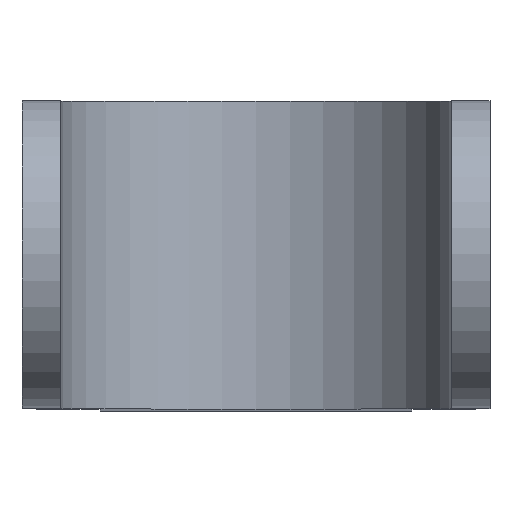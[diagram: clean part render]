
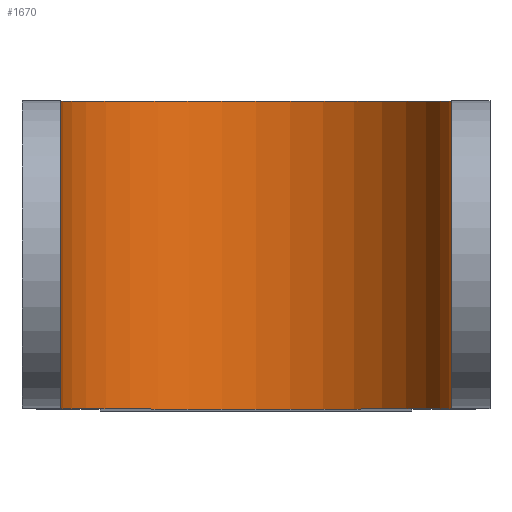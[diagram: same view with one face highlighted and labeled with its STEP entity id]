
A CAD part, top view. The second image highlights one B-rep face of the part: STEP entity #1670.
In plain terms, the highlighted cylindrical face has radius 25.45 mm (diameter 50.9 mm), a partial arc.
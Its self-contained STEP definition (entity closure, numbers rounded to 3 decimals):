
#18=CARTESIAN_POINT('',(0.,0.,-40.));
#19=DIRECTION('',(0.,1.,0.));
#20=DIRECTION('',(1.,0.,0.));
#21=AXIS2_PLACEMENT_3D('',#18,#19,#20);
#190=CARTESIAN_POINT('',(0.,40.,-40.));
#191=DIRECTION('',(0.,1.,0.));
#192=DIRECTION('',(1.,0.,0.));
#193=AXIS2_PLACEMENT_3D('',#190,#191,#192);
#429=DIRECTION('',(0.,1.,0.));
#430=VECTOR('',#429,40.);
#431=CARTESIAN_POINT('',(-25.45,0.,-40.));
#432=LINE('',#431,#430);
#571=DIRECTION('',(0.,1.,0.));
#572=VECTOR('',#571,40.);
#573=CARTESIAN_POINT('',(25.45,0.,-40.));
#574=LINE('',#573,#572);
#623=CARTESIAN_POINT('',(25.45,0.,-40.));
#624=CARTESIAN_POINT('',(-25.45,0.,-40.));
#625=VERTEX_POINT('',#623);
#626=VERTEX_POINT('',#624);
#627=CARTESIAN_POINT('',(25.45,40.,-40.));
#628=CARTESIAN_POINT('',(-25.45,40.,-40.));
#629=VERTEX_POINT('',#627);
#630=VERTEX_POINT('',#628);
#1659=CARTESIAN_POINT('',(0.,40.,-40.));
#1660=DIRECTION('',(0.,1.,0.));
#1661=DIRECTION('',(1.,0.,0.));
#1662=AXIS2_PLACEMENT_3D('',#1659,#1660,#1661);
#1663=CYLINDRICAL_SURFACE('',#1662,25.45);
#1664=ORIENTED_EDGE('',*,*,#820,.T.);
#1665=ORIENTED_EDGE('',*,*,#1283,.T.);
#1666=ORIENTED_EDGE('',*,*,#1026,.F.);
#1667=ORIENTED_EDGE('',*,*,#1447,.F.);
#1668=EDGE_LOOP('',(#1664,#1665,#1666,#1667));
#1669=FACE_OUTER_BOUND('',#1668,.F.);
#1670=ADVANCED_FACE('',(#1669),#1663,.F.);
#22=CIRCLE('',#21,25.45);
#194=CIRCLE('',#193,25.45);
#820=EDGE_CURVE('',#625,#626,#22,.T.);
#1026=EDGE_CURVE('',#629,#630,#194,.T.);
#1283=EDGE_CURVE('',#626,#630,#432,.T.);
#1447=EDGE_CURVE('',#625,#629,#574,.T.);
